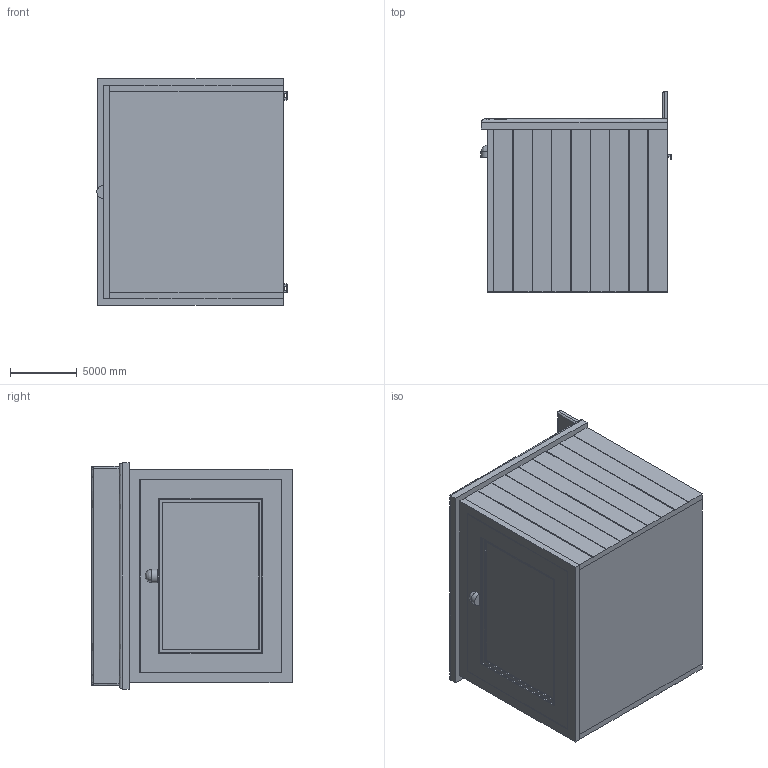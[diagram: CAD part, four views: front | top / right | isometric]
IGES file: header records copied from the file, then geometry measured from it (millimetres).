
Global section: file name: 90561; native system: AutoCAD 2016 - English; preprocessor: Autodesk Translation Framework DWG producer (atf_dwg_producer); organization: unknown; date: 20161027.163604; units: inch
Bounding box: 14249.36 x 14986 x 16916.4 mm (x, y, z)
Volume: 662506160591.9 mm3; surface area: 3173970295.8 mm2
Topology: 28 solids, 28 shells, 2096 faces, 6095 edges, 4064 vertices
Faces by surface type: bspline 2096
